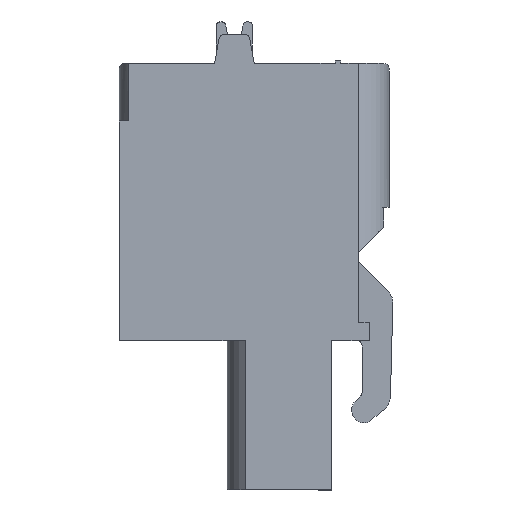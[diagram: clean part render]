
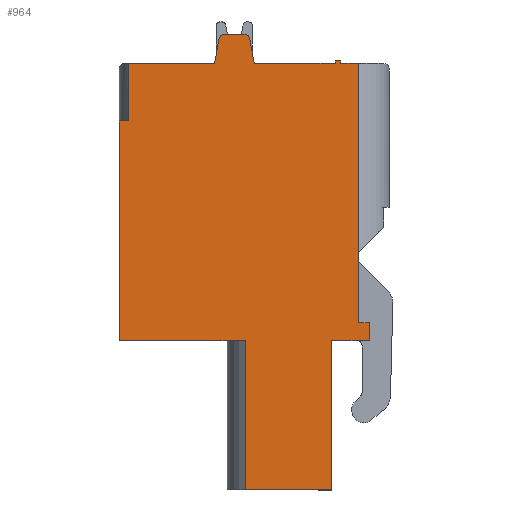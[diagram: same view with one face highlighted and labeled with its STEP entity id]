
A CAD part, left-side view. The second image highlights one B-rep face of the part: STEP entity #964.
In plain terms, the highlighted planar face has unit normal (-1, 0, 0).
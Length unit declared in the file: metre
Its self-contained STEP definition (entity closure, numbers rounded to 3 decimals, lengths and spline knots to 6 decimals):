
#964=ADVANCED_FACE('',(#2268),#2269,.F.);
#2268=FACE_OUTER_BOUND('',#3950,.T.);
#2269=PLANE('',#3951);
#3950=EDGE_LOOP('',(#6840,#6841,#6842,#6843,#6844,#6845,#6846,#6847,#6848,#6849,#6850,#6851,#6852,#6853,#6854,#6855,#6856,#6857,#6858,#6859,#6860,#6861));
#3951=AXIS2_PLACEMENT_3D('',#6862,#6863,#6864);
#6840=ORIENTED_EDGE('',*,*,#11018,.T.);
#6841=ORIENTED_EDGE('',*,*,#11019,.T.);
#6842=ORIENTED_EDGE('',*,*,#11020,.T.);
#6843=ORIENTED_EDGE('',*,*,#11021,.F.);
#6844=ORIENTED_EDGE('',*,*,#11022,.F.);
#6845=ORIENTED_EDGE('',*,*,#11023,.T.);
#6846=ORIENTED_EDGE('',*,*,#11024,.T.);
#6847=ORIENTED_EDGE('',*,*,#11025,.T.);
#6848=ORIENTED_EDGE('',*,*,#11026,.T.);
#6849=ORIENTED_EDGE('',*,*,#11027,.T.);
#6850=ORIENTED_EDGE('',*,*,#11028,.F.);
#6851=ORIENTED_EDGE('',*,*,#11029,.F.);
#6852=ORIENTED_EDGE('',*,*,#11030,.F.);
#6853=ORIENTED_EDGE('',*,*,#10456,.T.);
#6854=ORIENTED_EDGE('',*,*,#10488,.T.);
#6855=ORIENTED_EDGE('',*,*,#11031,.T.);
#6856=ORIENTED_EDGE('',*,*,#11032,.T.);
#6857=ORIENTED_EDGE('',*,*,#11033,.T.);
#6858=ORIENTED_EDGE('',*,*,#11034,.T.);
#6859=ORIENTED_EDGE('',*,*,#10998,.T.);
#6860=ORIENTED_EDGE('',*,*,#11001,.F.);
#6861=ORIENTED_EDGE('',*,*,#11035,.T.);
#6862=CARTESIAN_POINT('',(-0.20496,0.0112,-0.0215));
#6863=DIRECTION('',(1.0,0.,0.));
#6864=DIRECTION('',(0.0,1.0,0.));
#10456=EDGE_CURVE('',#12668,#12665,#12669,.T.);
#10488=EDGE_CURVE('',#12665,#12725,#12727,.T.);
#10998=EDGE_CURVE('',#13526,#13528,#13530,.T.);
#11001=EDGE_CURVE('',#13532,#13528,#13534,.T.);
#11018=EDGE_CURVE('',#13559,#13560,#13561,.T.);
#11019=EDGE_CURVE('',#13560,#13562,#13563,.T.);
#11020=EDGE_CURVE('',#13562,#13564,#13565,.T.);
#11021=EDGE_CURVE('',#13566,#13564,#13567,.T.);
#11022=EDGE_CURVE('',#13568,#13566,#13569,.T.);
#11023=EDGE_CURVE('',#13568,#13570,#13571,.T.);
#11024=EDGE_CURVE('',#13570,#13572,#13573,.T.);
#11025=EDGE_CURVE('',#13572,#13574,#13575,.T.);
#11026=EDGE_CURVE('',#13574,#13576,#13577,.T.);
#11027=EDGE_CURVE('',#13576,#13578,#13579,.T.);
#11028=EDGE_CURVE('',#13580,#13578,#13581,.T.);
#11029=EDGE_CURVE('',#13582,#13580,#13583,.T.);
#11030=EDGE_CURVE('',#12668,#13582,#13584,.T.);
#11031=EDGE_CURVE('',#12725,#13585,#13586,.T.);
#11032=EDGE_CURVE('',#13585,#13587,#13588,.T.);
#11033=EDGE_CURVE('',#13587,#13589,#13590,.T.);
#11034=EDGE_CURVE('',#13589,#13526,#13591,.T.);
#11035=EDGE_CURVE('',#13532,#13559,#13592,.T.);
#12665=VERTEX_POINT('',#15864);
#12668=VERTEX_POINT('',#15868);
#12669=LINE('',#15869,#15870);
#12725=VERTEX_POINT('',#15954);
#12727=LINE('',#15957,#15958);
#13526=VERTEX_POINT('',#17087);
#13528=VERTEX_POINT('',#17090);
#13530=LINE('',#17093,#17094);
#13532=VERTEX_POINT('',#17096);
#13534=LINE('',#17099,#17100);
#13559=VERTEX_POINT('',#17137);
#13560=VERTEX_POINT('',#17138);
#13561=LINE('',#17139,#17140);
#13562=VERTEX_POINT('',#17141);
#13563=LINE('',#17142,#17143);
#13564=VERTEX_POINT('',#17144);
#13565=LINE('',#17145,#17146);
#13566=VERTEX_POINT('',#17147);
#13567=LINE('',#17148,#17149);
#13568=VERTEX_POINT('',#17150);
#13569=LINE('',#17151,#17152);
#13570=VERTEX_POINT('',#17153);
#13571=LINE('',#17154,#17155);
#13572=VERTEX_POINT('',#17156);
#13573=CIRCLE('',#17157,0.0003);
#13574=VERTEX_POINT('',#17158);
#13575=LINE('',#17159,#17160);
#13576=VERTEX_POINT('',#17161);
#13577=CIRCLE('',#17162,0.0003);
#13578=VERTEX_POINT('',#17163);
#13579=LINE('',#17164,#17165);
#13580=VERTEX_POINT('',#17166);
#13581=LINE('',#17167,#17168);
#13582=VERTEX_POINT('',#17169);
#13583=LINE('',#17170,#17171);
#13584=LINE('',#17172,#17173);
#13585=VERTEX_POINT('',#17174);
#13586=LINE('',#17175,#17176);
#13587=VERTEX_POINT('',#17177);
#13588=LINE('',#17178,#17179);
#13589=VERTEX_POINT('',#17180);
#13590=LINE('',#17181,#17182);
#13591=LINE('',#17183,#17184);
#13592=LINE('',#17185,#17186);
#15864=CARTESIAN_POINT('',(-0.20496,0.012,-0.0237));
#15868=CARTESIAN_POINT('',(-0.20496,0.012,-0.0115));
#15869=CARTESIAN_POINT('',(-0.20496,0.012,-0.0238));
#15870=VECTOR('',#19715,1.0);
#15954=CARTESIAN_POINT('',(-0.20496,0.005,-0.0237));
#15957=CARTESIAN_POINT('',(-0.20496,0.005,-0.0237));
#15958=VECTOR('',#19748,1.0);
#17087=CARTESIAN_POINT('',(-0.20496,-0.0019,-0.0237));
#17090=CARTESIAN_POINT('',(-0.20496,-0.0019,-0.0227));
#17093=CARTESIAN_POINT('',(-0.20496,-0.0019,-0.0238));
#17094=VECTOR('',#20278,1.0);
#17096=CARTESIAN_POINT('',(-0.20496,-0.0013,-0.0227));
#17099=CARTESIAN_POINT('',(-0.20496,-0.0003,-0.0227));
#17100=VECTOR('',#20280,1.0);
#17137=CARTESIAN_POINT('',(-0.20496,-0.0013,-0.0083));
#17138=CARTESIAN_POINT('',(-0.20496,-0.0003,-0.0083));
#17139=CARTESIAN_POINT('',(-0.20496,0.0117,-0.0083));
#17140=VECTOR('',#20293,1.0);
#17141=CARTESIAN_POINT('',(-0.20496,-0.0003,-0.00815));
#17142=CARTESIAN_POINT('',(-0.20496,-0.0003,-0.0215));
#17143=VECTOR('',#20294,1.0);
#17144=CARTESIAN_POINT('',(-0.20496,0.,-0.00815));
#17145=CARTESIAN_POINT('',(-0.20496,0.,-0.00815));
#17146=VECTOR('',#20295,1.0);
#17147=CARTESIAN_POINT('',(-0.20496,0.,-0.0083));
#17148=CARTESIAN_POINT('',(-0.20496,0.,-0.0083));
#17149=VECTOR('',#20296,1.0);
#17150=CARTESIAN_POINT('',(-0.20496,0.0045,-0.0083));
#17151=CARTESIAN_POINT('',(-0.20496,0.0115,-0.0083));
#17152=VECTOR('',#20297,1.0);
#17153=CARTESIAN_POINT('',(-0.20496,0.004738,-0.006948));
#17154=CARTESIAN_POINT('',(-0.20496,0.004782,-0.0067));
#17155=VECTOR('',#20298,1.0);
#17156=CARTESIAN_POINT('',(-0.20496,0.005034,-0.0067));
#17157=AXIS2_PLACEMENT_3D('',#20299,#20300,#20301);
#17158=CARTESIAN_POINT('',(-0.20496,0.006166,-0.0067));
#17159=CARTESIAN_POINT('',(-0.20496,0.004822,-0.0067));
#17160=VECTOR('',#20302,1.0);
#17161=CARTESIAN_POINT('',(-0.20496,0.006462,-0.006948));
#17162=AXIS2_PLACEMENT_3D('',#20303,#20304,#20305);
#17163=CARTESIAN_POINT('',(-0.20496,0.0067,-0.0083));
#17164=CARTESIAN_POINT('',(-0.20496,0.0067,-0.0083));
#17165=VECTOR('',#20306,1.0);
#17166=CARTESIAN_POINT('',(-0.20496,0.0115,-0.0083));
#17167=CARTESIAN_POINT('',(-0.20496,0.0115,-0.0083));
#17168=VECTOR('',#20307,1.0);
#17169=CARTESIAN_POINT('',(-0.20496,0.0115,-0.0115));
#17170=CARTESIAN_POINT('',(-0.20496,0.0115,-0.0115));
#17171=VECTOR('',#20308,1.0);
#17172=CARTESIAN_POINT('',(-0.20496,0.0092,-0.0115));
#17173=VECTOR('',#20309,1.0);
#17174=CARTESIAN_POINT('',(-0.20496,0.005,-0.032));
#17175=CARTESIAN_POINT('',(-0.20496,0.005,-0.032));
#17176=VECTOR('',#20310,1.0);
#17177=CARTESIAN_POINT('',(-0.20496,0.0002,-0.032));
#17178=CARTESIAN_POINT('',(-0.20496,0.0002,-0.032));
#17179=VECTOR('',#20311,1.0);
#17180=CARTESIAN_POINT('',(-0.20496,0.0002,-0.0237));
#17181=CARTESIAN_POINT('',(-0.20496,0.0002,-0.0237));
#17182=VECTOR('',#20312,1.0);
#17183=CARTESIAN_POINT('',(-0.20496,-0.0007,-0.0237));
#17184=VECTOR('',#20313,1.0);
#17185=CARTESIAN_POINT('',(-0.20496,-0.0013,-0.0238));
#17186=VECTOR('',#20314,1.0);
#19715=DIRECTION('',(0.,0.,-1.0));
#19748=DIRECTION('',(0.0,-1.0,0.0));
#20278=DIRECTION('',(0.,0.,1.0));
#20280=DIRECTION('',(0.,-1.0,0.));
#20293=DIRECTION('',(0.,1.0,0.));
#20294=DIRECTION('',(0.,0.0,1.0));
#20295=DIRECTION('',(0.0,1.0,0.0));
#20296=DIRECTION('',(0.,0.0,1.0));
#20297=DIRECTION('',(0.0,-1.0,0.0));
#20298=DIRECTION('',(0.,0.174,0.985));
#20299=CARTESIAN_POINT('',(-0.20496,0.005034,-0.007));
#20300=DIRECTION('',(-1.0,0.0,0.));
#20301=DIRECTION('',(0.,0.0,-1.0));
#20302=DIRECTION('',(0.0,1.0,0.0));
#20303=CARTESIAN_POINT('',(-0.20496,0.006166,-0.007));
#20304=DIRECTION('',(-1.0,0.0,0.));
#20305=DIRECTION('',(0.,0.0,-1.0));
#20306=DIRECTION('',(0.,0.174,-0.985));
#20307=DIRECTION('',(0.0,-1.0,0.0));
#20308=DIRECTION('',(0.,0.0,1.0));
#20309=DIRECTION('',(0.,-1.0,0.));
#20310=DIRECTION('',(0.0,0.,-1.0));
#20311=DIRECTION('',(0.0,-1.0,0.));
#20312=DIRECTION('',(0.0,0.0,1.0));
#20313=DIRECTION('',(0.0,-1.0,0.0));
#20314=DIRECTION('',(0.,0.,1.0));
